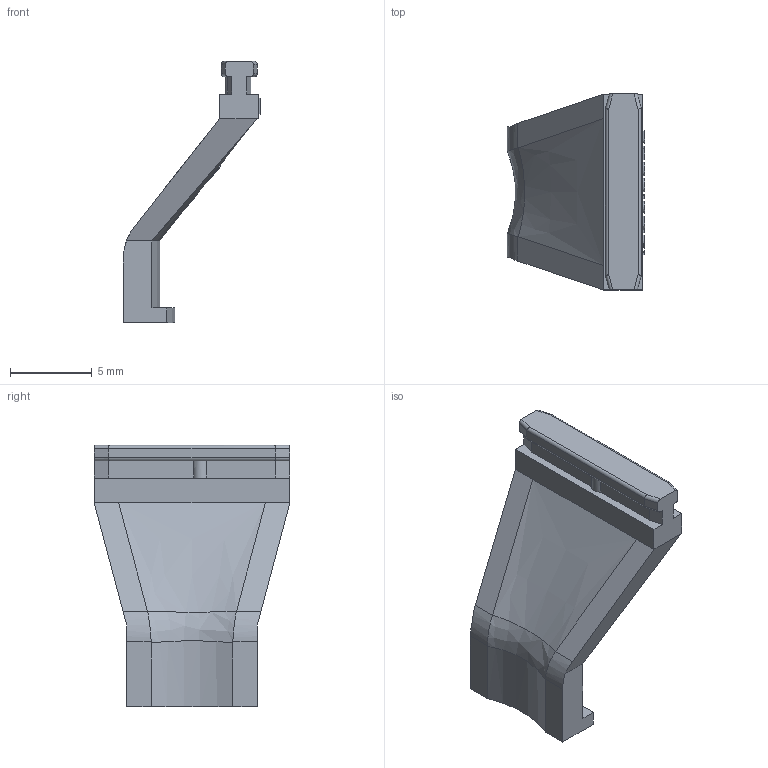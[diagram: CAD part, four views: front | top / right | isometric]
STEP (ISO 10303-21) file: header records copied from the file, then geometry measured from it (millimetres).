
FILE_DESCRIPTION((''),'2;1');
FILE_NAME('3357_0017_301','2020-01-31T',('presta_be4'),(''),'CREO PARAMETRIC BY PTC INC, 2018360','CREO PARAMETRIC BY PTC INC, 2018360','');
FILE_SCHEMA(('CONFIG_CONTROL_DESIGN'));
Length unit declared in the file: millimetre
Products named in the file (1): 3357_0017_301
Bounding box: 8.4 x 12 x 16 mm (x, y, z)
Volume: 313.9 mm3; surface area: 499 mm2
Topology: 1 solids, 1 shells, 388 faces, 1075 edges, 711 vertices
Faces by surface type: plane 309, extrusion 54, cylinder 18, bspline 7
Entity records: 12976 total; most frequent: CARTESIAN_POINT 3371, ORIENTED_EDGE 2150, DIRECTION 1618, EDGE_CURVE 1075, VECTOR 944, LINE 890, VERTEX_POINT 711, EDGE_LOOP 410
